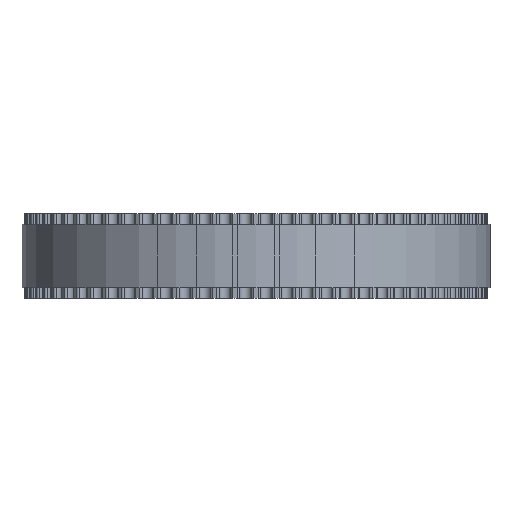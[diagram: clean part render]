
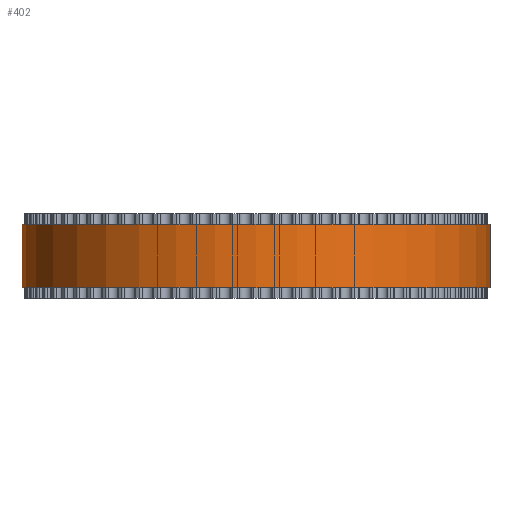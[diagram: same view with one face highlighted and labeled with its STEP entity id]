
A CAD part, front view. The second image highlights one B-rep face of the part: STEP entity #402.
In plain terms, the highlighted cylindrical face has radius 22.282 mm (diameter 44.563 mm), a full revolution.
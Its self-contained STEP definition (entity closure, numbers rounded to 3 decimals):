
#97=FACE_BOUND('',#1248,.T.);
#98=FACE_BOUND('',#1249,.T.);
#402=ADVANCED_FACE('',(#97,#98),#683,.T.);
#683=CYLINDRICAL_SURFACE('',#6303,22.282);
#1248=EDGE_LOOP('',(#3490));
#1249=EDGE_LOOP('',(#3491));
#3490=ORIENTED_EDGE('',*,*,#4894,.T.);
#3491=ORIENTED_EDGE('',*,*,#4895,.T.);
#4052=VERTEX_POINT('',#9960);
#4053=VERTEX_POINT('',#9962);
#4894=EDGE_CURVE('',#4052,#4052,#5456,.T.);
#4895=EDGE_CURVE('',#4053,#4053,#5457,.T.);
#5456=CIRCLE('',#6301,22.282);
#5457=CIRCLE('',#6302,22.282);
#6301=AXIS2_PLACEMENT_3D('',#9959,#8270,#8271);
#6302=AXIS2_PLACEMENT_3D('',#9961,#8272,#8273);
#6303=AXIS2_PLACEMENT_3D('',#9963,#8274,#8275);
#8270=DIRECTION('',(0.,0.,1.));
#8271=DIRECTION('',(1.,0.,0.));
#8272=DIRECTION('',(0.,0.,-1.));
#8273=DIRECTION('',(1.,0.,0.));
#8274=DIRECTION('',(0.,0.,1.));
#8275=DIRECTION('',(1.,0.,0.));
#9959=CARTESIAN_POINT('',(0.,0.,1.));
#9960=CARTESIAN_POINT('',(22.282,0.,1.));
#9961=CARTESIAN_POINT('',(0.,0.,7.));
#9962=CARTESIAN_POINT('',(22.282,0.,7.));
#9963=CARTESIAN_POINT('',(0.,0.,1.));
